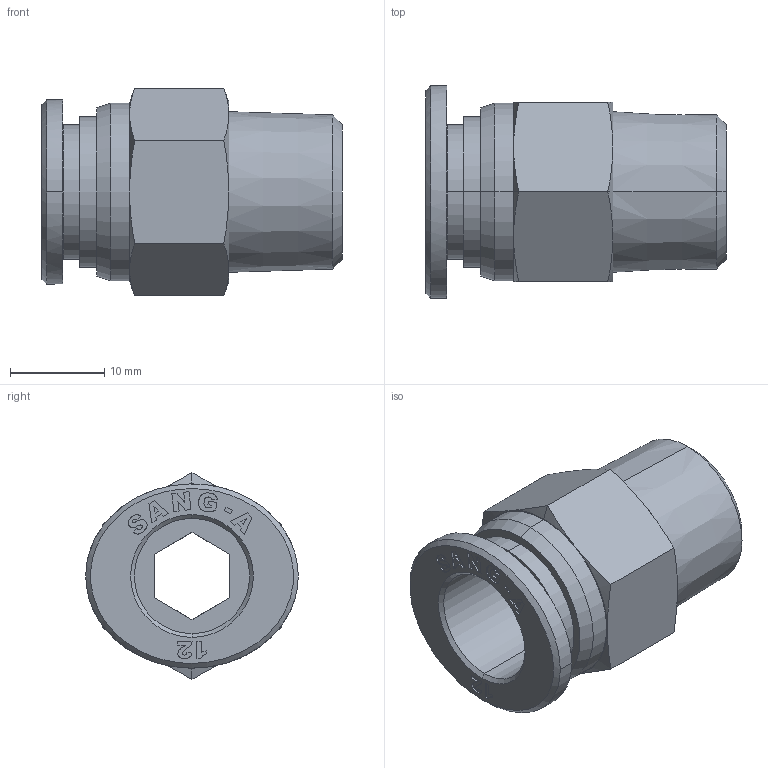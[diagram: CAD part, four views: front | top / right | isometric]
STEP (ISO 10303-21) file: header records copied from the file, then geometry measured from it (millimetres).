
FILE_DESCRIPTION((''),'2;1');
FILE_NAME('GPC 1203(3D).stp','2012-12-20T14:03:48',(''),(''),'Mechanical Desktop.R8.0.24.0','Mechanical Desktop.R8.0.24.0',', , ');
FILE_SCHEMA(('CONFIG_CONTROL_DESIGN'));
Length unit declared in the file: millimetre
Products named in the file (2): GPC 1203(3D); ºÎÇ°1
Assembly tree (1 placements, depth 2):
  GPC 1203(3D)
    ºÎÇ°1
Bounding box: 31.8 x 22.5 x 21.94 mm (x, y, z)
Volume: 4860.1 mm3; surface area: 3739.5 mm2
Topology: 1 solids, 1 shells, 401 faces, 1120 edges, 737 vertices
Faces by surface type: plane 352, cone 30, cylinder 11, bspline 8
Entity records: 13095 total; most frequent: CARTESIAN_POINT 2771, ORIENTED_EDGE 2240, DIRECTION 1920, EDGE_CURVE 1120, VECTOR 1020, LINE 1020, VERTEX_POINT 737, AXIS2_PLACEMENT_3D 450
